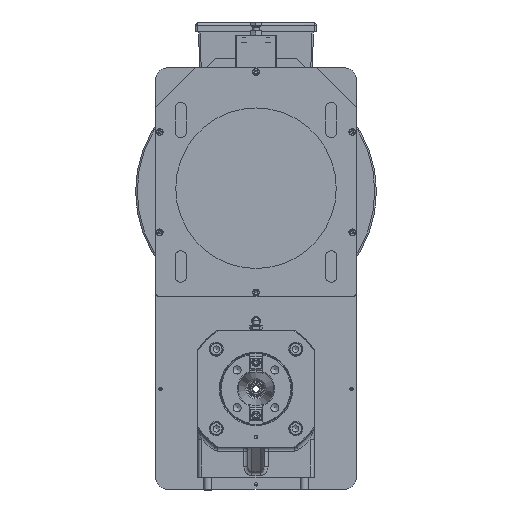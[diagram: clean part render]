
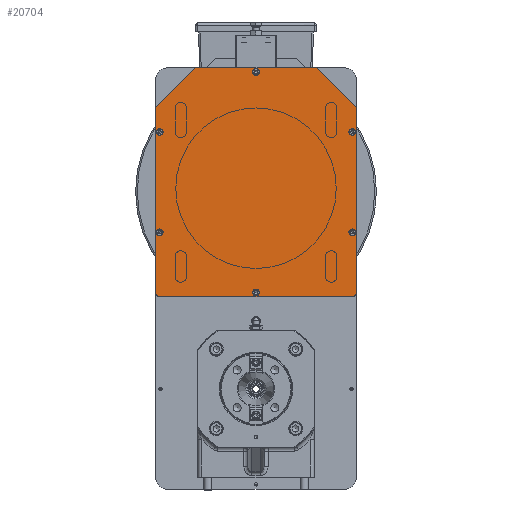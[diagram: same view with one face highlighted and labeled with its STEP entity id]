
A CAD part, left-side view. The second image highlights one B-rep face of the part: STEP entity #20704.
In plain terms, the highlighted planar face has unit normal (-1, 0, 0).
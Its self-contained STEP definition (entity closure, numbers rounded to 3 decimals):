
#696=CIRCLE('',#23312,5.);
#698=CIRCLE('',#23315,5.);
#700=CIRCLE('',#23324,2.75);
#701=CIRCLE('',#23325,2.75);
#702=CIRCLE('',#23326,2.75);
#703=CIRCLE('',#23327,2.75);
#704=CIRCLE('',#23328,2.75);
#705=CIRCLE('',#23329,2.75);
#1854=LINE('',#32027,#3267);
#1858=LINE('',#32036,#3271);
#1862=LINE('',#32045,#3275);
#1865=LINE('',#32049,#3278);
#1867=LINE('',#32052,#3280);
#1868=LINE('',#32054,#3281);
#3267=VECTOR('',#25782,1000.);
#3271=VECTOR('',#25788,1000.);
#3275=VECTOR('',#25794,1000.);
#3278=VECTOR('',#25799,1000.);
#3280=VECTOR('',#25803,1000.);
#3281=VECTOR('',#25806,1000.);
#4652=PLANE('',#23323);
#5423=ORIENTED_EDGE('',*,*,#11049,.F.);
#5424=ORIENTED_EDGE('',*,*,#11050,.F.);
#5425=ORIENTED_EDGE('',*,*,#11051,.F.);
#5426=ORIENTED_EDGE('',*,*,#11052,.F.);
#5427=ORIENTED_EDGE('',*,*,#11053,.F.);
#5428=ORIENTED_EDGE('',*,*,#11054,.F.);
#5429=ORIENTED_EDGE('',*,*,#11044,.F.);
#5430=ORIENTED_EDGE('',*,*,#11025,.T.);
#5431=ORIENTED_EDGE('',*,*,#11041,.F.);
#5432=ORIENTED_EDGE('',*,*,#11037,.T.);
#5433=ORIENTED_EDGE('',*,*,#11047,.F.);
#5434=ORIENTED_EDGE('',*,*,#11033,.T.);
#5435=ORIENTED_EDGE('',*,*,#11046,.F.);
#5436=ORIENTED_EDGE('',*,*,#11029,.T.);
#11025=EDGE_CURVE('',#16565,#16566,#696,.F.);
#11029=EDGE_CURVE('',#16569,#16570,#698,.F.);
#11033=EDGE_CURVE('',#16573,#16574,#1854,.F.);
#11037=EDGE_CURVE('',#16577,#16578,#1858,.F.);
#11041=EDGE_CURVE('',#16577,#16566,#1862,.T.);
#11044=EDGE_CURVE('',#16565,#16570,#1865,.T.);
#11046=EDGE_CURVE('',#16569,#16574,#1867,.T.);
#11047=EDGE_CURVE('',#16573,#16578,#1868,.T.);
#11049=EDGE_CURVE('',#16581,#16581,#700,.T.);
#11050=EDGE_CURVE('',#16582,#16582,#701,.T.);
#11051=EDGE_CURVE('',#16583,#16583,#702,.T.);
#11052=EDGE_CURVE('',#16584,#16584,#703,.T.);
#11053=EDGE_CURVE('',#16585,#16585,#704,.T.);
#11054=EDGE_CURVE('',#16586,#16586,#705,.T.);
#14954=EDGE_LOOP('',(#5423));
#14955=EDGE_LOOP('',(#5424));
#14956=EDGE_LOOP('',(#5425));
#14957=EDGE_LOOP('',(#5426));
#14958=EDGE_LOOP('',(#5427));
#14959=EDGE_LOOP('',(#5428));
#14960=EDGE_LOOP('',(#5429,#5430,#5431,#5432,#5433,#5434,#5435,#5436));
#16565=VERTEX_POINT('',#32010);
#16566=VERTEX_POINT('',#32011);
#16569=VERTEX_POINT('',#32019);
#16570=VERTEX_POINT('',#32020);
#16573=VERTEX_POINT('',#32028);
#16574=VERTEX_POINT('',#32029);
#16577=VERTEX_POINT('',#32037);
#16578=VERTEX_POINT('',#32038);
#16581=VERTEX_POINT('',#32058);
#16582=VERTEX_POINT('',#32060);
#16583=VERTEX_POINT('',#32062);
#16584=VERTEX_POINT('',#32064);
#16585=VERTEX_POINT('',#32066);
#16586=VERTEX_POINT('',#32068);
#18935=FACE_BOUND('',#14954,.T.);
#18936=FACE_BOUND('',#14955,.T.);
#18937=FACE_BOUND('',#14956,.T.);
#18938=FACE_BOUND('',#14957,.T.);
#18939=FACE_BOUND('',#14958,.T.);
#18940=FACE_BOUND('',#14959,.T.);
#18941=FACE_BOUND('',#14960,.T.);
#20704=ADVANCED_FACE('',(#18935,#18936,#18937,#18938,#18939,#18940,#18941),
#4652,.F.);
#23312=AXIS2_PLACEMENT_3D('',#32009,#25766,#25767);
#23315=AXIS2_PLACEMENT_3D('',#32018,#25774,#25775);
#23323=AXIS2_PLACEMENT_3D('',#32056,#25808,#25809);
#23324=AXIS2_PLACEMENT_3D('',#32057,#25810,#25811);
#23325=AXIS2_PLACEMENT_3D('',#32059,#25812,#25813);
#23326=AXIS2_PLACEMENT_3D('',#32061,#25814,#25815);
#23327=AXIS2_PLACEMENT_3D('',#32063,#25816,#25817);
#23328=AXIS2_PLACEMENT_3D('',#32065,#25818,#25819);
#23329=AXIS2_PLACEMENT_3D('',#32067,#25820,#25821);
#25766=DIRECTION('',(1.,0.,0.));
#25767=DIRECTION('',(0.,0.,-1.));
#25774=DIRECTION('',(1.,0.,0.));
#25775=DIRECTION('',(0.,0.,-1.));
#25782=DIRECTION('',(0.,-0.707,0.707));
#25788=DIRECTION('',(0.,-0.707,-0.707));
#25794=DIRECTION('',(0.,0.,-1.));
#25799=DIRECTION('',(0.,1.,0.));
#25803=DIRECTION('',(0.,0.,1.));
#25806=DIRECTION('',(0.,-1.,0.));
#25808=DIRECTION('',(1.,0.,0.));
#25809=DIRECTION('',(0.,0.,-1.));
#25810=DIRECTION('',(-1.,0.,0.));
#25811=DIRECTION('',(0.,-1.,0.));
#25812=DIRECTION('',(-1.,0.,0.));
#25813=DIRECTION('',(0.,-1.,0.));
#25814=DIRECTION('',(-1.,0.,0.));
#25815=DIRECTION('',(0.,-1.,0.));
#25816=DIRECTION('',(-1.,0.,0.));
#25817=DIRECTION('',(0.,-1.,0.));
#25818=DIRECTION('',(-1.,0.,0.));
#25819=DIRECTION('',(0.,-1.,0.));
#25820=DIRECTION('',(-1.,0.,0.));
#25821=DIRECTION('',(0.,-1.,0.));
#32009=CARTESIAN_POINT('',(148.,-120.,230.));
#32010=CARTESIAN_POINT('',(148.,-120.,225.));
#32011=CARTESIAN_POINT('',(148.,-125.,230.));
#32018=CARTESIAN_POINT('',(148.,120.,230.));
#32019=CARTESIAN_POINT('',(148.,125.,230.));
#32020=CARTESIAN_POINT('',(148.,120.,225.));
#32027=CARTESIAN_POINT('',(148.,125.,460.));
#32028=CARTESIAN_POINT('',(148.,75.,510.));
#32029=CARTESIAN_POINT('',(148.,125.,460.));
#32036=CARTESIAN_POINT('',(148.,-75.,510.));
#32037=CARTESIAN_POINT('',(148.,-125.,460.));
#32038=CARTESIAN_POINT('',(148.,-75.,510.));
#32045=CARTESIAN_POINT('',(148.,-125.,510.));
#32049=CARTESIAN_POINT('',(148.,-125.,225.));
#32052=CARTESIAN_POINT('',(148.,125.,225.));
#32054=CARTESIAN_POINT('',(148.,125.,510.));
#32056=CARTESIAN_POINT('',(148.,-125.,225.));
#32057=CARTESIAN_POINT('',(148.,0.,505.));
#32058=CARTESIAN_POINT('',(148.,-2.75,505.));
#32059=CARTESIAN_POINT('',(148.,-120.,430.));
#32060=CARTESIAN_POINT('',(148.,-122.75,430.));
#32061=CARTESIAN_POINT('',(148.,-120.,305.));
#32062=CARTESIAN_POINT('',(148.,-122.75,305.));
#32063=CARTESIAN_POINT('',(148.,0.,230.));
#32064=CARTESIAN_POINT('',(148.,-2.75,230.));
#32065=CARTESIAN_POINT('',(148.,120.,305.));
#32066=CARTESIAN_POINT('',(148.,117.25,305.));
#32067=CARTESIAN_POINT('',(148.,120.,430.));
#32068=CARTESIAN_POINT('',(148.,117.25,430.));
